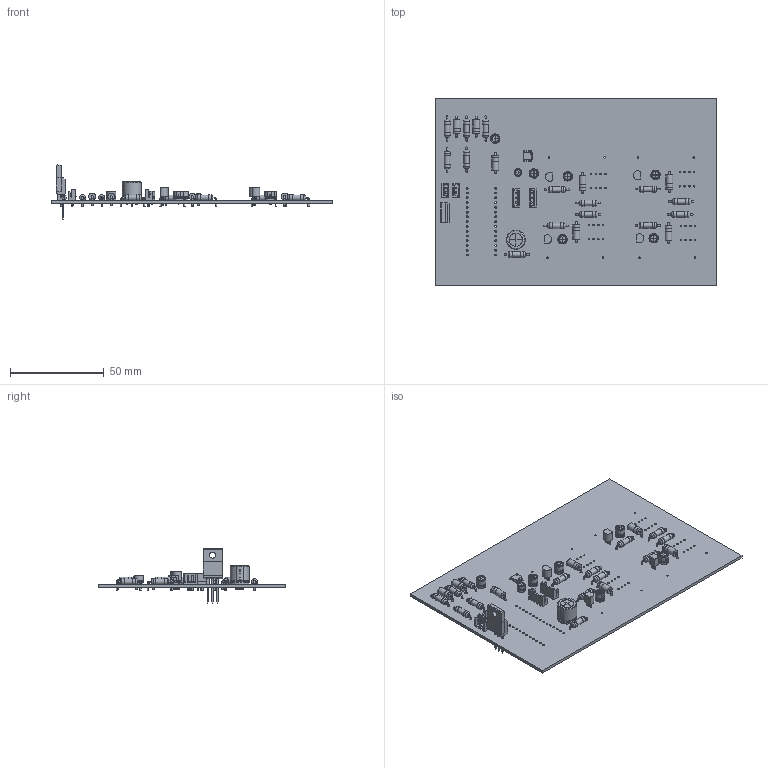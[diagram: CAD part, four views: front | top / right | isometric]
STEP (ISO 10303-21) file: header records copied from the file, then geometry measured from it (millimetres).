
FILE_DESCRIPTION(('KiCad electronic assembly'),'2;1');
FILE_NAME('PCB Ã§izimleri.step','2021-04-07T02:23:01',('An Author'),( 'A Company'),'Open CASCADE STEP processor 6.9', 'KiCad to STEP converter','Unknown');
FILE_SCHEMA(('AUTOMOTIVE_DESIGN { 1 0 10303 214 1 1 1 1 }'));
Length unit declared in the file: millimetre
Products named in the file (22): Open CASCADE STEP translator 6.9 1; CP_Radial_D5.0mm_P2.50mm; SOLID; R_Axial_DIN0309_L9.0mm_D3.2mm_P12.70mm_Horizontal; CP_Radial_D10.0mm_P5.00mm; JST_EH_B3B-EH-A_1x03_P2.50mm_Vertical; TO-220F-3_Vertical; JST_EH_B2B-EH-A_1x02_P2.50mm_Vertical; SOIC-8_3.9x4.9mm_P1.27mm; TO-92_Inline; D_DO-15_P10.16mm_Horizontal; CP_Radial_D4.0mm_P2.00mm; COMPOUND
Assembly tree (50 placements, depth 3):
  Open CASCADE STEP translator 6.9 1
    CP_Radial_D5.0mm_P2.50mm  x6
      SOLID
    R_Axial_DIN0309_L9.0mm_D3.2mm_P12.70mm_Horizontal  x14
      SOLID
    CP_Radial_D10.0mm_P5.00mm
      SOLID
    JST_EH_B3B-EH-A_1x03_P2.50mm_Vertical  x2
      SOLID
    TO-220F-3_Vertical
      SOLID
    JST_EH_B2B-EH-A_1x02_P2.50mm_Vertical  x2
      SOLID
    SOIC-8_3.9x4.9mm_P1.27mm
      SOLID
    TO-92_Inline  x4
      SOLID
    D_DO-15_P10.16mm_Horizontal  x7
      SOLID
    CP_Radial_D4.0mm_P2.00mm
      SOLID
    COMPOUND
Bounding box: 150 x 100 x 28.85 mm (x, y, z)
Volume: 28031.5 mm3; surface area: 37976.5 mm2
Topology: 40 solids, 48 shells, 1550 faces, 3639 edges, 2319 vertices
Faces by surface type: plane 899, cylinder 444, torus 86, bspline 81, revolution 40
Full cylindrical faces by diameter (mm): 0.3 x2, 0.5 x12, 0.6 x3, 0.7 x58, 0.75 x12, 0.762 x8, 0.8 x72, 0.9 x28, 0.95 x6, 1 x36, 1.2 x17, 2.88 x14, 3.18 x1, 3.2 x28, 3.6 x14, 3.62 x7
Entity records: 57903 total; most frequent: CARTESIAN_POINT 13152, DIRECTION 7534, LINE 4503, VECTOR 4503, ORIENTED_EDGE 3904, PCURVE 3904, DEFINITIONAL_REPRESENTATION 3904, EDGE_CURVE 1952
